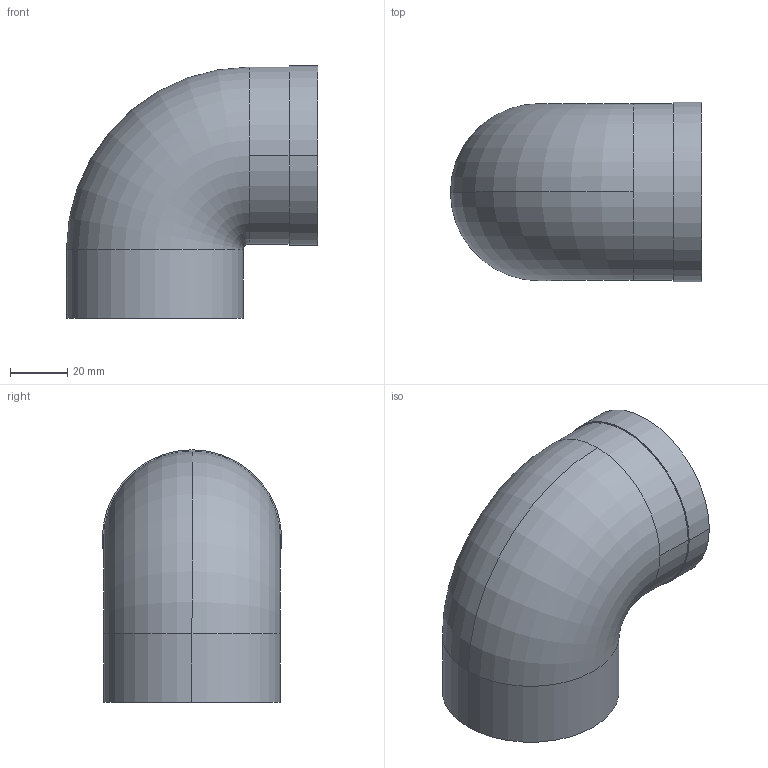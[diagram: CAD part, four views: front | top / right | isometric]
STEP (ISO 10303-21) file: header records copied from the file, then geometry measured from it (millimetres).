
FILE_DESCRIPTION(('STEP AP214'),'1');
FILE_NAME('cctmp_33BA1076-3D60-4A34-A34E-A013E737A980_2022_03_09_11_41_44_0672..stp','2022-03-09T10:41:44',('Praher Valves GmbH'),('CADClick - www.CADClick.com'),'Spatial InterOp 3D',' ','unknown authorization');
FILE_SCHEMA(('AUTOMOTIVE_DESIGN'));
Length unit declared in the file: millimetre
Products named in the file (1): 70821
Bounding box: 88 x 63 x 88.5 mm (x, y, z)
Volume: 141912.3 mm3; surface area: 37015.8 mm2
Topology: 1 solids, 1 shells, 21 faces, 46 edges, 30 vertices
Faces by surface type: cylinder 12, plane 5, torus 4
Entity records: 918 total; most frequent: CARTESIAN_POINT 228, DIRECTION 120, ORIENTED_EDGE 92, AXIS2_PLACEMENT_3D 54, EDGE_CURVE 46, CIRCLE 32, VERTEX_POINT 30, EDGE_LOOP 26
